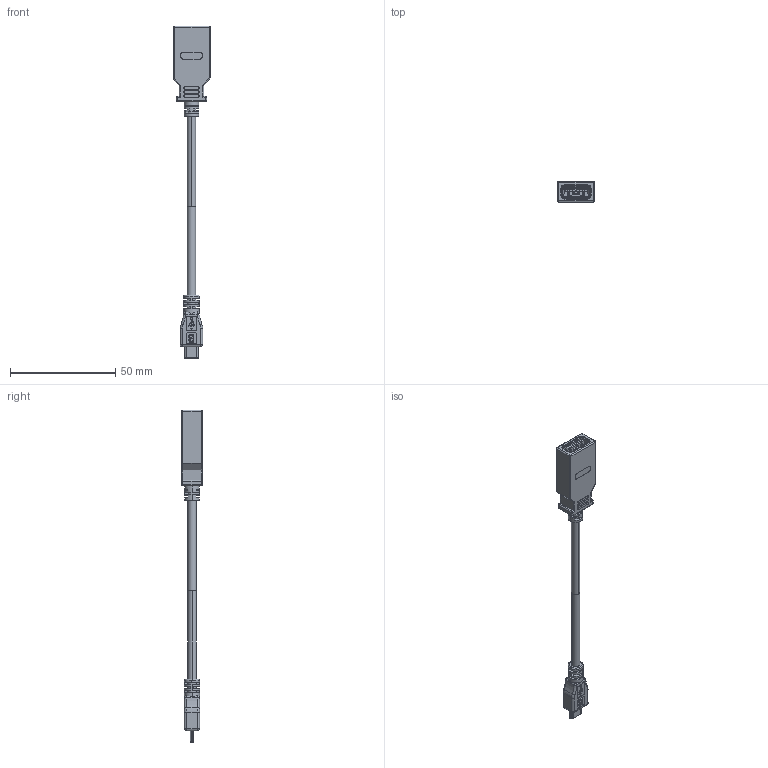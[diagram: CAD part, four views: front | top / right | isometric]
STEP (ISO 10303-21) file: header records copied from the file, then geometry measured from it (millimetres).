
FILE_DESCRIPTION((''),'2;1');
FILE_NAME('J02220107_ASM','2020-03-28T',('Administrator'),(''),'PRO/ENGINEER BY PARAMETRIC TECHNOLOGY CORPORATION, 2008380','PRO/ENGINEER BY PARAMETRIC TECHNOLOGY CORPORATION, 2008380','');
FILE_SCHEMA(('CONFIG_CONTROL_DESIGN'));
Length unit declared in the file: millimetre
Products named in the file (3): M2-D04-268; USB_20_4P_VT_13MM; J02220107_ASM
Assembly tree (2 placements, depth 2):
  J02220107_ASM
    M2-D04-268
    USB_20_4P_VT_13MM
Bounding box: 17.6 x 10.3 x 157.9 mm (x, y, z)
Surface area: 8287.9 mm2 (no closed solid volume)
Topology: 0 solids, 3 shells, 1188 faces, 3321 edges, 2113 vertices
Faces by surface type: plane 732, cylinder 386, bspline 28, sphere 18, torus 16, extrusion 8
Entity records: 39834 total; most frequent: CARTESIAN_POINT 8863, ORIENTED_EDGE 6620, DIRECTION 6301, EDGE_CURVE 3313, VECTOR 2387, LINE 2379, VERTEX_POINT 2113, AXIS2_PLACEMENT_3D 1957
